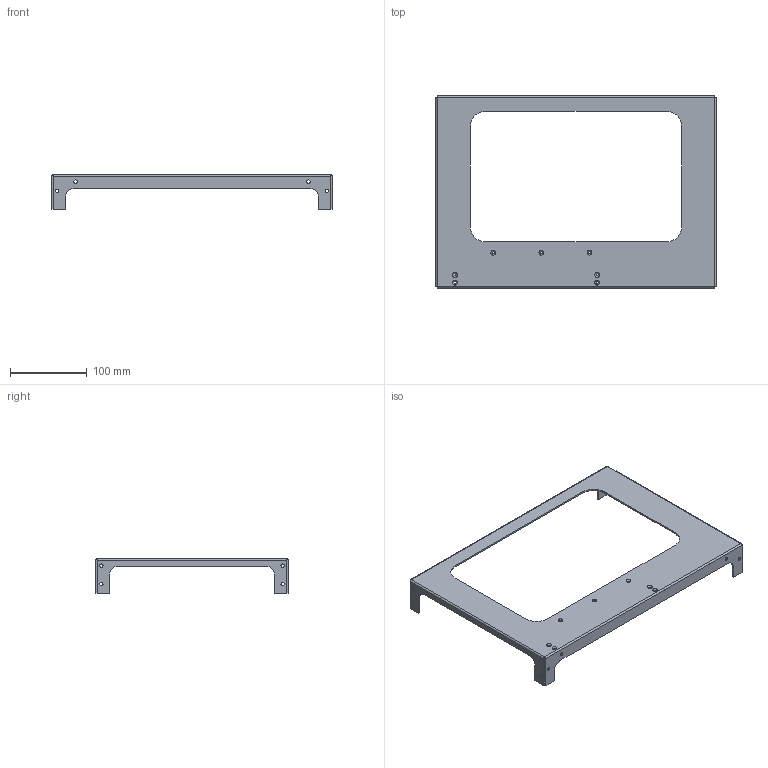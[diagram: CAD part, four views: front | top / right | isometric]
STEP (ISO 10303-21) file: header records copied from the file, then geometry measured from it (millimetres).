
FILE_DESCRIPTION(('FreeCAD Model'),'2;1');
FILE_NAME('top-plate-mini_PP-FP0051_revF.step','2016-08-25T11:15:10',('Author' ),(''),'Open CASCADE STEP processor 6.8','FreeCAD','Unknown');
FILE_SCHEMA(('AUTOMOTIVE_DESIGN_CC2 { 1 2 10303 214 -1 1 5 4 }'));
Length unit declared in the file: millimetre
Products named in the file (2): ASSEMBLY; Fillet001
Assembly tree (1 placements, depth 2):
  ASSEMBLY
    Fillet001
Bounding box: 365 x 250 x 45 mm (x, y, z)
Volume: 129106.2 mm3; surface area: 133075.8 mm2
Topology: 1 solids, 1 shells, 100 faces, 259 edges, 161 vertices
Faces by surface type: plane 54, cylinder 39, cone 7
Full cylindrical faces by diameter (mm): 3.4 x7, 4.39 x16
Entity records: 6602 total; most frequent: CARTESIAN_POINT 1390, DIRECTION 946, LINE 540, VECTOR 540, ORIENTED_EDGE 526, PCURVE 518, DEFINITIONAL_REPRESENTATION 518, EDGE_CURVE 259
